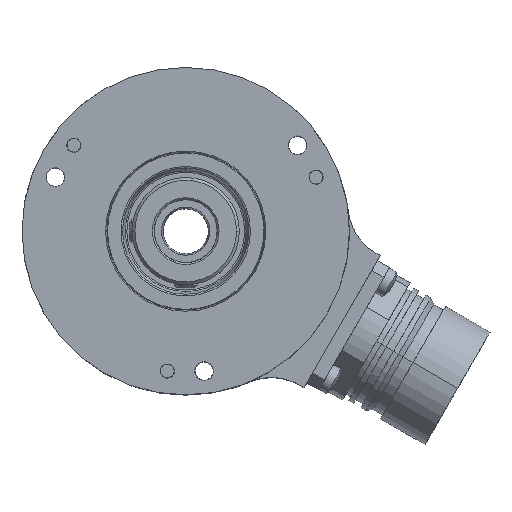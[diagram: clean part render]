
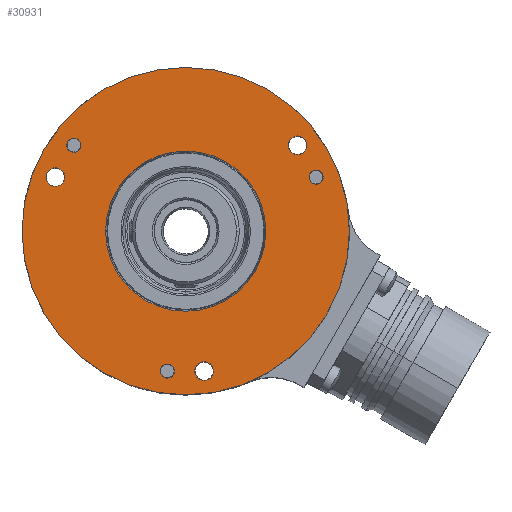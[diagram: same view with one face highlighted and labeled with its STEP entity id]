
A CAD part, top view. The second image highlights one B-rep face of the part: STEP entity #30931.
In plain terms, the highlighted planar face has unit normal (0, 0, 1).
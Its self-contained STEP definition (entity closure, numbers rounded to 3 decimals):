
#9477=CARTESIAN_POINT('',(0.,0.,18.));
#9478=DIRECTION('',(0.,0.,1.));
#9479=DIRECTION('',(1.,0.,0.));
#9480=AXIS2_PLACEMENT_3D('',#9477,#9478,#9479);
#9482=CARTESIAN_POINT('',(0.,0.,18.));
#9483=DIRECTION('',(0.,0.,1.));
#9484=DIRECTION('',(-1.,0.,0.));
#9485=AXIS2_PLACEMENT_3D('',#9482,#9483,#9484);
#9487=CARTESIAN_POINT('',(-19.834,15.219,18.));
#9488=DIRECTION('',(0.,0.,-1.));
#9489=DIRECTION('',(-0.793,0.609,0.));
#9490=AXIS2_PLACEMENT_3D('',#9487,#9488,#9489);
#9492=CARTESIAN_POINT('',(-19.834,15.219,18.));
#9493=DIRECTION('',(0.,0.,-1.));
#9494=DIRECTION('',(0.793,-0.609,0.));
#9495=AXIS2_PLACEMENT_3D('',#9492,#9493,#9494);
#9497=CARTESIAN_POINT('',(-3.263,-24.786,18.));
#9498=DIRECTION('',(0.,0.,-1.));
#9499=DIRECTION('',(-0.131,-0.991,0.));
#9500=AXIS2_PLACEMENT_3D('',#9497,#9498,#9499);
#9502=CARTESIAN_POINT('',(-3.263,-24.786,18.));
#9503=DIRECTION('',(0.,0.,-1.));
#9504=DIRECTION('',(0.131,0.991,0.));
#9505=AXIS2_PLACEMENT_3D('',#9502,#9503,#9504);
#9507=CARTESIAN_POINT('',(23.097,9.567,18.));
#9508=DIRECTION('',(0.,0.,-1.));
#9509=DIRECTION('',(0.924,0.383,0.));
#9510=AXIS2_PLACEMENT_3D('',#9507,#9508,#9509);
#9512=CARTESIAN_POINT('',(23.097,9.567,18.));
#9513=DIRECTION('',(0.,0.,-1.));
#9514=DIRECTION('',(-0.924,-0.383,0.));
#9515=AXIS2_PLACEMENT_3D('',#9512,#9513,#9514);
#9517=CARTESIAN_POINT('',(3.263,-24.786,18.));
#9518=DIRECTION('',(0.,0.,1.));
#9519=DIRECTION('',(0.,-1.,0.));
#9520=AXIS2_PLACEMENT_3D('',#9517,#9518,#9519);
#9522=CARTESIAN_POINT('',(3.263,-24.786,18.));
#9523=DIRECTION('',(0.,0.,1.));
#9524=DIRECTION('',(0.,1.,0.));
#9525=AXIS2_PLACEMENT_3D('',#9522,#9523,#9524);
#9527=CARTESIAN_POINT('',(19.834,15.219,18.));
#9528=DIRECTION('',(0.,0.,1.));
#9529=DIRECTION('',(0.,-1.,0.));
#9530=AXIS2_PLACEMENT_3D('',#9527,#9528,#9529);
#9532=CARTESIAN_POINT('',(19.834,15.219,18.));
#9533=DIRECTION('',(0.,0.,1.));
#9534=DIRECTION('',(0.,1.,0.));
#9535=AXIS2_PLACEMENT_3D('',#9532,#9533,#9534);
#9537=CARTESIAN_POINT('',(-23.097,9.567,18.));
#9538=DIRECTION('',(0.,0.,1.));
#9539=DIRECTION('',(0.,-1.,0.));
#9540=AXIS2_PLACEMENT_3D('',#9537,#9538,#9539);
#9542=CARTESIAN_POINT('',(-23.097,9.567,18.));
#9543=DIRECTION('',(0.,0.,1.));
#9544=DIRECTION('',(0.,1.,0.));
#9545=AXIS2_PLACEMENT_3D('',#9542,#9543,#9544);
#9547=CARTESIAN_POINT('',(0.,0.,18.));
#9548=DIRECTION('',(0.,0.,-1.));
#9549=DIRECTION('',(-1.,0.,0.));
#9550=AXIS2_PLACEMENT_3D('',#9547,#9548,#9549);
#9565=CARTESIAN_POINT('',(0.,0.,18.));
#9566=DIRECTION('',(0.,0.,-1.));
#9567=DIRECTION('',(1.,0.,0.));
#9568=AXIS2_PLACEMENT_3D('',#9565,#9566,#9567);
#16323=CARTESIAN_POINT('',(29.,0.,18.));
#16324=CARTESIAN_POINT('',(-29.,0.,18.));
#16325=VERTEX_POINT('',#16323);
#16326=VERTEX_POINT('',#16324);
#16407=CARTESIAN_POINT('',(-20.826,15.98,18.));
#16408=CARTESIAN_POINT('',(-18.842,14.458,18.));
#16409=VERTEX_POINT('',#16407);
#16410=VERTEX_POINT('',#16408);
#16411=CARTESIAN_POINT('',(-3.426,-26.025,18.));
#16412=CARTESIAN_POINT('',(-3.1,-23.547,18.));
#16413=VERTEX_POINT('',#16411);
#16414=VERTEX_POINT('',#16412);
#16415=CARTESIAN_POINT('',(24.252,10.045,18.));
#16416=CARTESIAN_POINT('',(21.942,9.089,18.));
#16417=VERTEX_POINT('',#16415);
#16418=VERTEX_POINT('',#16416);
#16517=CARTESIAN_POINT('',(14.188,0.,18.));
#16518=CARTESIAN_POINT('',(-14.188,0.,18.));
#16519=VERTEX_POINT('',#16517);
#16520=VERTEX_POINT('',#16518);
#16716=CARTESIAN_POINT('',(3.263,-26.436,18.));
#16717=CARTESIAN_POINT('',(3.263,-23.136,18.));
#16718=VERTEX_POINT('',#16716);
#16719=VERTEX_POINT('',#16717);
#16724=CARTESIAN_POINT('',(19.834,13.569,18.));
#16725=CARTESIAN_POINT('',(19.834,16.869,18.));
#16726=VERTEX_POINT('',#16724);
#16727=VERTEX_POINT('',#16725);
#16732=CARTESIAN_POINT('',(-23.097,7.917,18.));
#16733=CARTESIAN_POINT('',(-23.097,11.217,18.));
#16734=VERTEX_POINT('',#16732);
#16735=VERTEX_POINT('',#16733);
#30881=CARTESIAN_POINT('',(0.,0.,18.));
#30882=DIRECTION('',(0.,0.,1.));
#30883=DIRECTION('',(1.,0.,0.));
#30884=AXIS2_PLACEMENT_3D('',#30881,#30882,#30883);
#30885=PLANE('',#30884);
#30886=ORIENTED_EDGE('',*,*,#29760,.F.);
#30887=ORIENTED_EDGE('',*,*,#29715,.F.);
#30888=EDGE_LOOP('',(#30886,#30887));
#30889=FACE_OUTER_BOUND('',#30888,.F.);
#30891=ORIENTED_EDGE('',*,*,#30890,.F.);
#30893=ORIENTED_EDGE('',*,*,#30892,.F.);
#30894=EDGE_LOOP('',(#30891,#30893));
#30895=FACE_BOUND('',#30894,.F.);
#30897=ORIENTED_EDGE('',*,*,#30896,.F.);
#30899=ORIENTED_EDGE('',*,*,#30898,.F.);
#30900=EDGE_LOOP('',(#30897,#30899));
#30901=FACE_BOUND('',#30900,.F.);
#30903=ORIENTED_EDGE('',*,*,#30902,.F.);
#30905=ORIENTED_EDGE('',*,*,#30904,.F.);
#30906=EDGE_LOOP('',(#30903,#30905));
#30907=FACE_BOUND('',#30906,.F.);
#30909=ORIENTED_EDGE('',*,*,#30908,.F.);
#30911=ORIENTED_EDGE('',*,*,#30910,.F.);
#30912=EDGE_LOOP('',(#30909,#30911));
#30913=FACE_BOUND('',#30912,.F.);
#30914=ORIENTED_EDGE('',*,*,#30871,.T.);
#30916=ORIENTED_EDGE('',*,*,#30915,.T.);
#30917=EDGE_LOOP('',(#30914,#30916));
#30918=FACE_BOUND('',#30917,.F.);
#30920=ORIENTED_EDGE('',*,*,#30919,.T.);
#30922=ORIENTED_EDGE('',*,*,#30921,.T.);
#30923=EDGE_LOOP('',(#30920,#30922));
#30924=FACE_BOUND('',#30923,.F.);
#30926=ORIENTED_EDGE('',*,*,#30925,.T.);
#30928=ORIENTED_EDGE('',*,*,#30927,.T.);
#30929=EDGE_LOOP('',(#30926,#30928));
#30930=FACE_BOUND('',#30929,.F.);
#9481=CIRCLE('',#9480,29.);
#9486=CIRCLE('',#9485,29.);
#9491=CIRCLE('',#9490,1.25);
#9496=CIRCLE('',#9495,1.25);
#9501=CIRCLE('',#9500,1.25);
#9506=CIRCLE('',#9505,1.25);
#9511=CIRCLE('',#9510,1.25);
#9516=CIRCLE('',#9515,1.25);
#9521=CIRCLE('',#9520,1.65);
#9526=CIRCLE('',#9525,1.65);
#9531=CIRCLE('',#9530,1.65);
#9536=CIRCLE('',#9535,1.65);
#9541=CIRCLE('',#9540,1.65);
#9546=CIRCLE('',#9545,1.65);
#9551=CIRCLE('',#9550,14.188);
#9569=CIRCLE('',#9568,14.188);
#29715=EDGE_CURVE('',#16326,#16325,#9486,.T.);
#29760=EDGE_CURVE('',#16325,#16326,#9481,.T.);
#30871=EDGE_CURVE('',#16718,#16719,#9521,.T.);
#30890=EDGE_CURVE('',#16520,#16519,#9551,.T.);
#30892=EDGE_CURVE('',#16519,#16520,#9569,.T.);
#30896=EDGE_CURVE('',#16409,#16410,#9491,.T.);
#30898=EDGE_CURVE('',#16410,#16409,#9496,.T.);
#30902=EDGE_CURVE('',#16413,#16414,#9501,.T.);
#30904=EDGE_CURVE('',#16414,#16413,#9506,.T.);
#30908=EDGE_CURVE('',#16417,#16418,#9511,.T.);
#30910=EDGE_CURVE('',#16418,#16417,#9516,.T.);
#30915=EDGE_CURVE('',#16719,#16718,#9526,.T.);
#30919=EDGE_CURVE('',#16726,#16727,#9531,.T.);
#30921=EDGE_CURVE('',#16727,#16726,#9536,.T.);
#30925=EDGE_CURVE('',#16734,#16735,#9541,.T.);
#30927=EDGE_CURVE('',#16735,#16734,#9546,.T.);
#30931=ADVANCED_FACE('',(#30889,#30895,#30901,#30907,#30913,#30918,#30924,
#30930),#30885,.T.);
